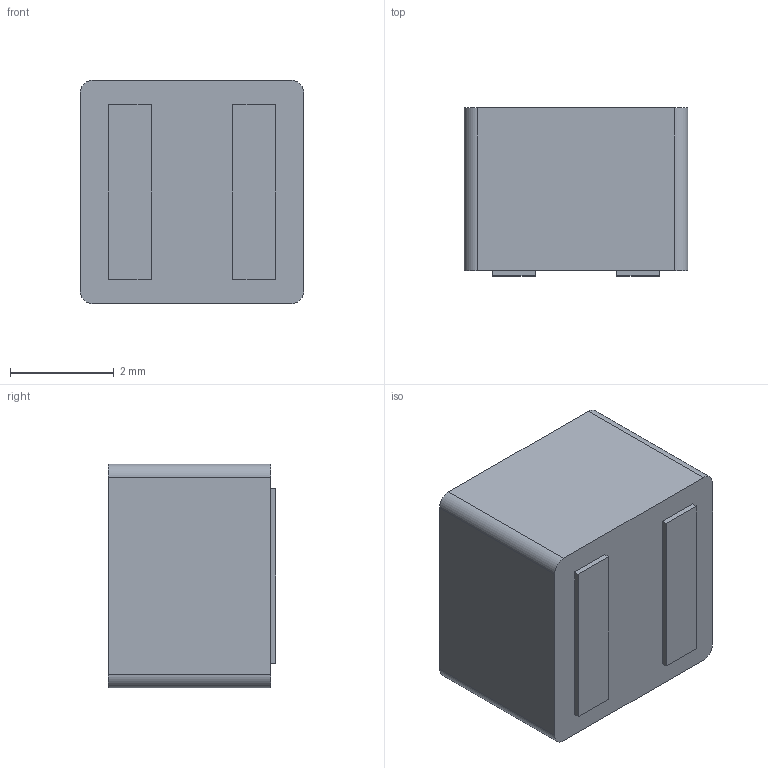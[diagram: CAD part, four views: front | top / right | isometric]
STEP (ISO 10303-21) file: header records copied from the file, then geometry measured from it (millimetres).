
FILE_DESCRIPTION (( 'STEP AP214' ), '1' );
FILE_NAME ('Coilcraft-XAL4030.STEP', '2016-07-29T09:43:41', ( 'Windows User' ), ( '' ), 'SwSTEP 2.0', 'SolidWorks 2016', '' );
FILE_SCHEMA (( 'AUTOMOTIVE_DESIGN' ));
Length unit declared in the file: millimetre
Products named in the file (1): Coilcraft-XAL4030
Bounding box: 4.3 x 3.23 x 4.3 mm (x, y, z)
Volume: 58.3 mm3; surface area: 91.1 mm2
Topology: 1 solids, 1 shells, 64 faces, 157 edges, 102 vertices
Faces by surface type: plane 42, bspline 18, cylinder 4
Entity records: 2603 total; most frequent: CARTESIAN_POINT 954, ORIENTED_EDGE 314, DIRECTION 223, EDGE_CURVE 157, LINE 113, VECTOR 113, VERTEX_POINT 102, EDGE_LOOP 71
